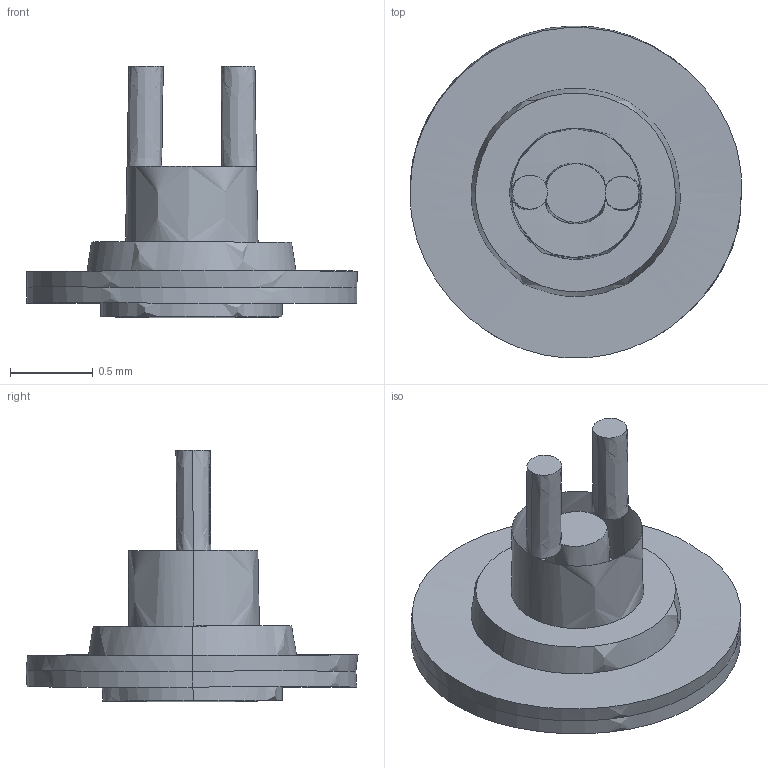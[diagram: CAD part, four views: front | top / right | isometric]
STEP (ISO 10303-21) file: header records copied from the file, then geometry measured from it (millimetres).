
FILE_DESCRIPTION(('Open CASCADE Model'),'2;1');
FILE_NAME('Open CASCADE Shape Model','2024-07-27T17:51:03',('Author'),( 'Open CASCADE'),'Open CASCADE STEP processor 7.5','Open CASCADE 7.5' ,'Unknown');
FILE_SCHEMA(('CONFIG_CONTROL_DESIGN'));
Length unit declared in the file: millimetre
Products named in the file (1): Open CASCADE STEP translator 7.5 487
Bounding box: 2 x 2 x 1.52 mm (x, y, z)
Volume: 0.3 mm3; surface area: 11.4 mm2
Topology: 1 solids, 1 shells, 23 faces, 52 edges, 29 vertices
Faces by surface type: bspline 23
Entity records: 1940 total; most frequent: CARTESIAN_POINT 1254, B_SPLINE_CURVE_WITH_KNOTS 138, ORIENTED_EDGE 92, PCURVE 92, DEFINITIONAL_REPRESENTATION 92, EDGE_CURVE 46, SURFACE_CURVE 46, FACE_BOUND 29
